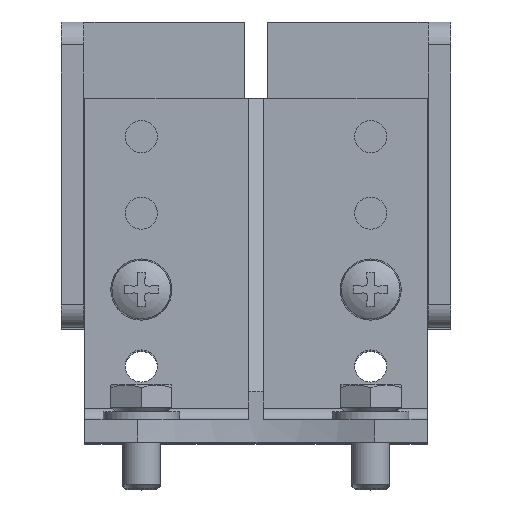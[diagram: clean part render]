
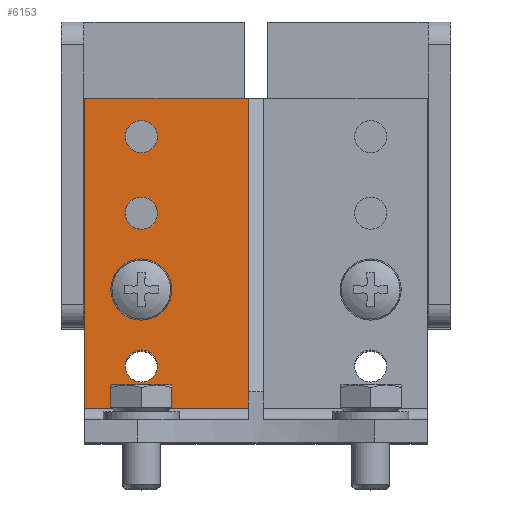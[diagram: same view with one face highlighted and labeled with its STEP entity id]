
A CAD part, top view. The second image highlights one B-rep face of the part: STEP entity #6153.
In plain terms, the highlighted planar face has unit normal (0, 0, 1).
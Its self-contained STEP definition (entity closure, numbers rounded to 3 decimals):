
#516=CIRCLE('',#7228,2.1);
#517=CIRCLE('',#7229,2.1);
#518=CIRCLE('',#7230,2.1);
#519=CIRCLE('',#7231,2.1);
#1763=ORIENTED_EDGE('',*,*,#2950,.T.);
#1764=ORIENTED_EDGE('',*,*,#2951,.T.);
#1765=ORIENTED_EDGE('',*,*,#2952,.T.);
#1766=ORIENTED_EDGE('',*,*,#2953,.T.);
#1767=ORIENTED_EDGE('',*,*,#2926,.F.);
#1768=ORIENTED_EDGE('',*,*,#2954,.T.);
#1769=ORIENTED_EDGE('',*,*,#2955,.T.);
#1770=ORIENTED_EDGE('',*,*,#2956,.F.);
#2926=EDGE_CURVE('',#3614,#3615,#4204,.T.);
#2950=EDGE_CURVE('',#3636,#3636,#516,.T.);
#2951=EDGE_CURVE('',#3637,#3637,#517,.T.);
#2952=EDGE_CURVE('',#3638,#3638,#518,.T.);
#2953=EDGE_CURVE('',#3639,#3639,#519,.T.);
#2954=EDGE_CURVE('',#3614,#3640,#4212,.T.);
#2955=EDGE_CURVE('',#3640,#3641,#4213,.T.);
#2956=EDGE_CURVE('',#3615,#3641,#4214,.T.);
#3614=VERTEX_POINT('',#10565);
#3615=VERTEX_POINT('',#10567);
#3636=VERTEX_POINT('',#10615);
#3637=VERTEX_POINT('',#10617);
#3638=VERTEX_POINT('',#10619);
#3639=VERTEX_POINT('',#10621);
#3640=VERTEX_POINT('',#10623);
#3641=VERTEX_POINT('',#10625);
#4204=LINE('',#10566,#4737);
#4212=LINE('',#10622,#4745);
#4213=LINE('',#10624,#4746);
#4214=LINE('',#10626,#4747);
#4737=VECTOR('',#8654,1000.);
#4745=VECTOR('',#8708,1000.);
#4746=VECTOR('',#8709,1000.);
#4747=VECTOR('',#8710,1000.);
#5135=EDGE_LOOP('',(#1763));
#5136=EDGE_LOOP('',(#1764));
#5137=EDGE_LOOP('',(#1765));
#5138=EDGE_LOOP('',(#1766));
#5139=EDGE_LOOP('',(#1767,#1768,#1769,#1770));
#5576=FACE_BOUND('',#5135,.T.);
#5577=FACE_BOUND('',#5136,.T.);
#5578=FACE_BOUND('',#5137,.T.);
#5579=FACE_BOUND('',#5138,.T.);
#5580=FACE_BOUND('',#5139,.T.);
#5879=PLANE('',#7227);
#6153=ADVANCED_FACE('',(#5576,#5577,#5578,#5579,#5580),#5879,.F.);
#7227=AXIS2_PLACEMENT_3D('',#10613,#8698,#8699);
#7228=AXIS2_PLACEMENT_3D('',#10614,#8700,#8701);
#7229=AXIS2_PLACEMENT_3D('',#10616,#8702,#8703);
#7230=AXIS2_PLACEMENT_3D('',#10618,#8704,#8705);
#7231=AXIS2_PLACEMENT_3D('',#10620,#8706,#8707);
#8654=DIRECTION('',(0.,-1.,0.));
#8698=DIRECTION('',(0.,0.,-1.));
#8699=DIRECTION('',(-1.,0.,0.));
#8700=DIRECTION('',(0.,0.,-1.));
#8701=DIRECTION('',(-1.,0.,0.));
#8702=DIRECTION('',(0.,0.,-1.));
#8703=DIRECTION('',(-1.,0.,0.));
#8704=DIRECTION('',(0.,0.,-1.));
#8705=DIRECTION('',(-1.,0.,0.));
#8706=DIRECTION('',(0.,0.,-1.));
#8707=DIRECTION('',(-1.,0.,0.));
#8708=DIRECTION('',(-1.,0.,0.));
#8709=DIRECTION('',(0.,-1.,0.));
#8710=DIRECTION('',(-1.,0.,0.));
#10565=CARTESIAN_POINT('',(-1.,45.,3.));
#10566=CARTESIAN_POINT('',(-1.,45.,3.));
#10567=CARTESIAN_POINT('',(-1.,4.5,3.));
#10613=CARTESIAN_POINT('',(22.4,45.,3.));
#10614=CARTESIAN_POINT('',(-15.,10.,3.));
#10615=CARTESIAN_POINT('',(-17.1,10.,3.));
#10616=CARTESIAN_POINT('',(-15.,20.,3.));
#10617=CARTESIAN_POINT('',(-17.1,20.,3.));
#10618=CARTESIAN_POINT('',(-15.,30.,3.));
#10619=CARTESIAN_POINT('',(-17.1,30.,3.));
#10620=CARTESIAN_POINT('',(-15.,40.,3.));
#10621=CARTESIAN_POINT('',(-17.1,40.,3.));
#10622=CARTESIAN_POINT('',(22.4,45.,3.));
#10623=CARTESIAN_POINT('',(-22.4,45.,3.));
#10624=CARTESIAN_POINT('',(-22.4,45.,3.));
#10625=CARTESIAN_POINT('',(-22.4,4.5,3.));
#10626=CARTESIAN_POINT('',(22.4,4.5,3.));
